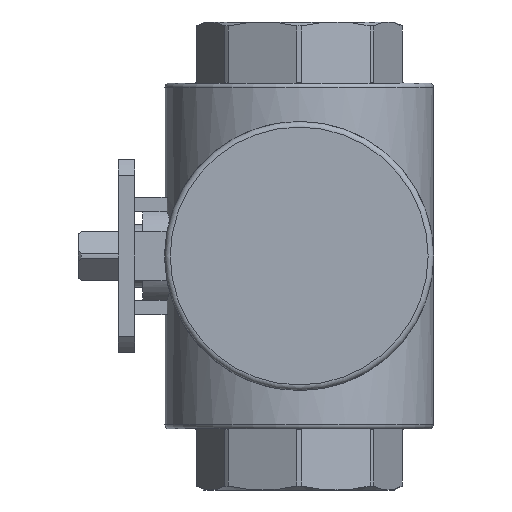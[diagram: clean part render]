
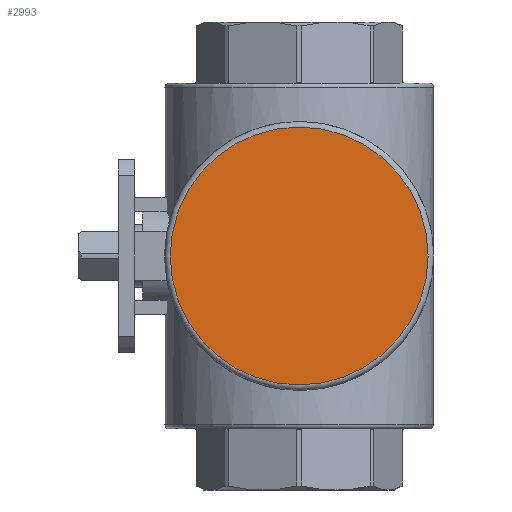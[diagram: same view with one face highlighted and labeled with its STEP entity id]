
A CAD part, left-side view. The second image highlights one B-rep face of the part: STEP entity #2993.
In plain terms, the highlighted planar face has unit normal (-1, 0, 0).
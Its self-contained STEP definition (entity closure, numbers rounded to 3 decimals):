
#60=PLANE('',#3285);
#681=CIRCLE('',#3286,47.);
#1129=ORIENTED_EDGE('',*,*,#1910,.T.);
#1910=EDGE_CURVE('',#2262,#2262,#681,.T.);
#2262=VERTEX_POINT('',#5099);
#2509=EDGE_LOOP('',(#1129));
#2738=FACE_BOUND('',#2509,.T.);
#2993=ADVANCED_FACE('',(#2738),#60,.F.);
#3285=AXIS2_PLACEMENT_3D('',#5097,#3949,#3950);
#3286=AXIS2_PLACEMENT_3D('',#5098,#3951,#3952);
#3949=DIRECTION('',(1.,0.,0.));
#3950=DIRECTION('',(0.,1.,0.));
#3951=DIRECTION('',(-1.,0.,0.));
#3952=DIRECTION('',(0.,-1.,0.));
#5097=CARTESIAN_POINT('',(-55.,-47.,0.));
#5098=CARTESIAN_POINT('',(-55.,0.,0.));
#5099=CARTESIAN_POINT('',(-55.,-47.,0.));
